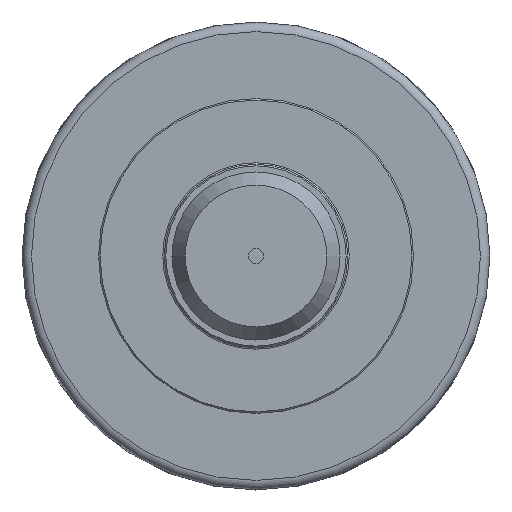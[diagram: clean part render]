
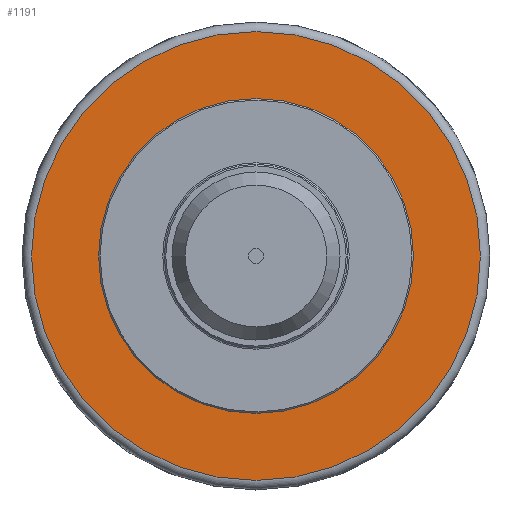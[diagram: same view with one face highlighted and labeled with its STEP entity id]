
A CAD part, left-side view. The second image highlights one B-rep face of the part: STEP entity #1191.
In plain terms, the highlighted planar face has unit normal (-1, 0, 0).
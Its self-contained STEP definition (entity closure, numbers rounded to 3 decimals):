
#41=FACE_BOUND('',#268,.T.);
#79=CIRCLE('',#1313,50.7);
#83=CIRCLE('',#1319,73.423);
#84=CIRCLE('',#1320,73.423);
#184=FACE_OUTER_BOUND('',#267,.T.);
#267=EDGE_LOOP('',(#1003,#1004));
#268=EDGE_LOOP('',(#1005));
#561=VERTEX_POINT('',#2000);
#565=VERTEX_POINT('',#2011);
#566=VERTEX_POINT('',#2012);
#714=EDGE_CURVE('',#561,#561,#79,.T.);
#719=EDGE_CURVE('',#565,#566,#83,.T.);
#720=EDGE_CURVE('',#566,#565,#84,.T.);
#1003=ORIENTED_EDGE('',*,*,#719,.F.);
#1004=ORIENTED_EDGE('',*,*,#720,.F.);
#1005=ORIENTED_EDGE('',*,*,#714,.T.);
#1132=PLANE('',#1318);
#1191=ADVANCED_FACE('',(#184,#41),#1132,.T.);
#1313=AXIS2_PLACEMENT_3D('',#2001,#1626,#1627);
#1318=AXIS2_PLACEMENT_3D('',#2010,#1637,#1638);
#1319=AXIS2_PLACEMENT_3D('',#2013,#1639,#1640);
#1320=AXIS2_PLACEMENT_3D('',#2014,#1641,#1642);
#1626=DIRECTION('center_axis',(1.,0.,0.));
#1627=DIRECTION('ref_axis',(0.,0.,1.));
#1637=DIRECTION('center_axis',(-1.,0.,0.));
#1638=DIRECTION('ref_axis',(0.,1.,0.));
#1639=DIRECTION('center_axis',(1.,0.,0.));
#1640=DIRECTION('ref_axis',(0.,0.,
1.));
#1641=DIRECTION('center_axis',(1.,0.,0.));
#1642=DIRECTION('ref_axis',(0.,0.,
1.));
#2000=CARTESIAN_POINT('',(28.2,0.,-50.7));
#2001=CARTESIAN_POINT('Origin',(28.2,0.,0.));
#2010=CARTESIAN_POINT('Origin',(28.2,0.,-66.441));
#2011=CARTESIAN_POINT('',(28.2,0.,-73.423));
#2012=CARTESIAN_POINT('',(28.2,73.423,0.));
#2013=CARTESIAN_POINT('Origin',(28.2,0.,0.));
#2014=CARTESIAN_POINT('Origin',(28.2,0.,0.));
